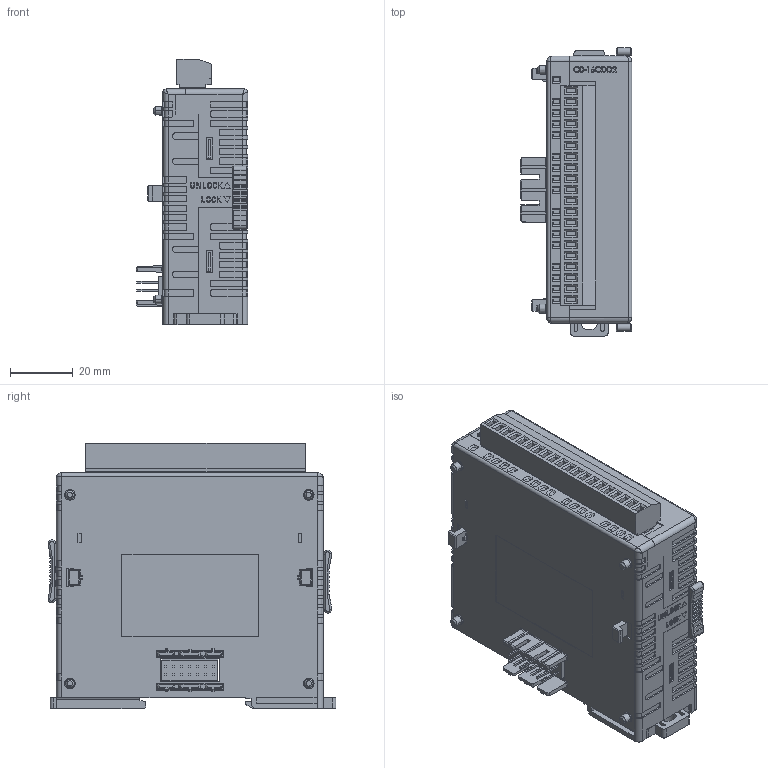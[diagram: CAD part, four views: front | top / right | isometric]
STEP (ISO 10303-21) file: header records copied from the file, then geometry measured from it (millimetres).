
FILE_DESCRIPTION (( 'STEP AP214' ), '1' );
FILE_NAME ('C0-16CDD2.STEP', '2017-11-08T20:30:03', ( '' ), ( '' ), 'SwSTEP 2.0', 'SolidWorks 2017', '' );
FILE_SCHEMA (( 'AUTOMOTIVE_DESIGN' ));
Length unit declared in the file: millimetre
Products named in the file (1): C0-16CDD2
Bounding box: 35.55 x 91.6 x 84.4 mm (x, y, z)
Volume: 165091.2 mm3; surface area: 33632.1 mm2
Topology: 1 solids, 23 shells, 4093 faces, 11219 edges, 7372 vertices
Faces by surface type: plane 2884, cylinder 1037, cone 92, bspline 60, torus 16, sphere 4
Entity records: 176376 total; most frequent: CARTESIAN_POINT 26879, ORIENTED_EDGE 22422, DIRECTION 21328, EDGE_CURVE 11211, LINE 8830, VECTOR 8830, VERTEX_POINT 7372, AXIS2_PLACEMENT_3D 6249
